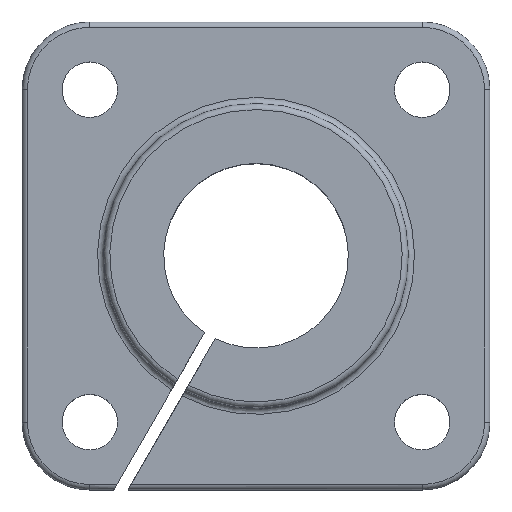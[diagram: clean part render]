
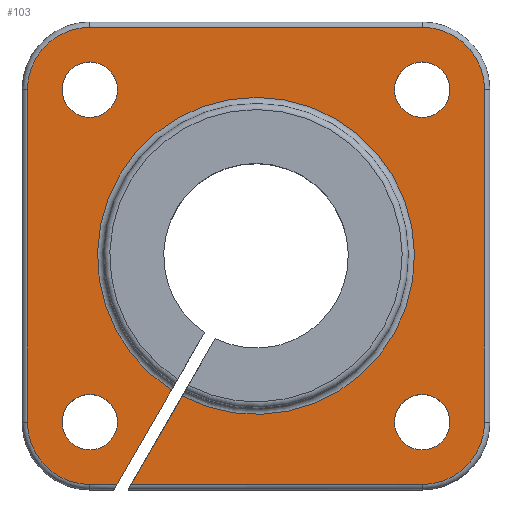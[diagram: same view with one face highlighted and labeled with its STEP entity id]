
A CAD part, top view. The second image highlights one B-rep face of the part: STEP entity #103.
In plain terms, the highlighted planar face has unit normal (0, 0, 1).
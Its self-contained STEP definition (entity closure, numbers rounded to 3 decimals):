
#103 = ADVANCED_FACE( '', ( #226, #227, #228, #229, #230 ), #231, .T. );
#226 = FACE_BOUND( '', #365, .T. );
#227 = FACE_BOUND( '', #366, .T. );
#228 = FACE_OUTER_BOUND( '', #367, .T. );
#229 = FACE_BOUND( '', #368, .T. );
#230 = FACE_BOUND( '', #369, .T. );
#231 = PLANE( '', #370 );
#365 = EDGE_LOOP( '', ( #609 ) );
#366 = EDGE_LOOP( '', ( #610 ) );
#367 = EDGE_LOOP( '', ( #611, #612, #613, #614, #615, #616, #617, #618, #619, #620, #621, #622 ) );
#368 = EDGE_LOOP( '', ( #623 ) );
#369 = EDGE_LOOP( '', ( #624 ) );
#370 = AXIS2_PLACEMENT_3D( '', #625, #626, #627 );
#609 = ORIENTED_EDGE( '', *, *, #825, .F. );
#610 = ORIENTED_EDGE( '', *, *, #826, .F. );
#611 = ORIENTED_EDGE( '', *, *, #827, .F. );
#612 = ORIENTED_EDGE( '', *, *, #763, .T. );
#613 = ORIENTED_EDGE( '', *, *, #807, .T. );
#614 = ORIENTED_EDGE( '', *, *, #822, .T. );
#615 = ORIENTED_EDGE( '', *, *, #828, .F. );
#616 = ORIENTED_EDGE( '', *, *, #829, .T. );
#617 = ORIENTED_EDGE( '', *, *, #799, .F. );
#618 = ORIENTED_EDGE( '', *, *, #830, .T. );
#619 = ORIENTED_EDGE( '', *, *, #831, .F. );
#620 = ORIENTED_EDGE( '', *, *, #791, .T. );
#621 = ORIENTED_EDGE( '', *, *, #793, .F. );
#622 = ORIENTED_EDGE( '', *, *, #832, .T. );
#623 = ORIENTED_EDGE( '', *, *, #833, .F. );
#624 = ORIENTED_EDGE( '', *, *, #809, .F. );
#625 = CARTESIAN_POINT( '', ( 0., 0., 19. ) );
#626 = DIRECTION( '', ( 0., 0., 1. ) );
#627 = DIRECTION( '', ( 1., 0., 0. ) );
#763 = EDGE_CURVE( '', #906, #904, #907, .T. );
#791 = EDGE_CURVE( '', #943, #946, #948, .T. );
#793 = EDGE_CURVE( '', #950, #946, #951, .F. );
#799 = EDGE_CURVE( '', #958, #954, #960, .T. );
#807 = EDGE_CURVE( '', #904, #969, #971, .T. );
#809 = EDGE_CURVE( '', #973, #973, #974, .T. );
#822 = EDGE_CURVE( '', #969, #989, #991, .T. );
#825 = EDGE_CURVE( '', #995, #995, #996, .T. );
#826 = EDGE_CURVE( '', #997, #997, #998, .T. );
#827 = EDGE_CURVE( '', #906, #999, #1000, .T. );
#828 = EDGE_CURVE( '', #1001, #989, #1002, .T. );
#829 = EDGE_CURVE( '', #1001, #954, #1003, .T. );
#830 = EDGE_CURVE( '', #958, #1004, #1005, .T. );
#831 = EDGE_CURVE( '', #943, #1004, #1006, .F. );
#832 = EDGE_CURVE( '', #950, #999, #1007, .T. );
#833 = EDGE_CURVE( '', #1008, #1008, #1009, .T. );
#904 = VERTEX_POINT( '', #1101 );
#906 = VERTEX_POINT( '', #1112 );
#907 = LINE( '', #1113, #1114 );
#943 = VERTEX_POINT( '', #1159 );
#946 = VERTEX_POINT( '', #1162 );
#948 = CIRCLE( '', #1164, 10.141 );
#950 = VERTEX_POINT( '', #1166 );
#951 = LINE( '', #1167, #1168 );
#954 = VERTEX_POINT( '', #1171 );
#958 = VERTEX_POINT( '', #1176 );
#960 = LINE( '', #1178, #1179 );
#969 = VERTEX_POINT( '', #1189 );
#971 = CIRCLE( '', #1198, 25.75 );
#973 = VERTEX_POINT( '', #1200 );
#974 = CIRCLE( '', #1201, 4.5 );
#989 = VERTEX_POINT( '', #1226 );
#991 = LINE( '', #1228, #1229 );
#995 = VERTEX_POINT( '', #1233 );
#996 = CIRCLE( '', #1234, 4.5 );
#997 = VERTEX_POINT( '', #1235 );
#998 = CIRCLE( '', #1236, 4.5 );
#999 = VERTEX_POINT( '', #1237 );
#1000 = LINE( '', #1238, #1239 );
#1001 = VERTEX_POINT( '', #1240 );
#1002 = LINE( '', #1241, #1242 );
#1003 = CIRCLE( '', #1243, 10.141 );
#1004 = VERTEX_POINT( '', #1244 );
#1005 = CIRCLE( '', #1245, 10.141 );
#1006 = LINE( '', #1246, #1247 );
#1007 = CIRCLE( '', #1248, 10.141 );
#1008 = VERTEX_POINT( '', #1249 );
#1009 = CIRCLE( '', #1250, 4.5 );
#1101 = CARTESIAN_POINT( '', ( -13.731, 16.217, 19. ) );
#1112 = CARTESIAN_POINT( '', ( -22.598, 0.859, 19. ) );
#1113 = CARTESIAN_POINT( '', ( -17.321, 10., 19. ) );
#1114 = VECTOR( '', #1317, 1000. );
#1159 = CARTESIAN_POINT( '', ( -27., 75.141, 19. ) );
#1162 = CARTESIAN_POINT( '', ( -37.141, 65., 19. ) );
#1164 = AXIS2_PLACEMENT_3D( '', #1360, #1361, #1362 );
#1166 = CARTESIAN_POINT( '', ( -37.141, 11., 19. ) );
#1167 = CARTESIAN_POINT( '', ( -37.141, 114., 19. ) );
#1168 = VECTOR( '', #1363, 1000. );
#1171 = CARTESIAN_POINT( '', ( 37.141, 11., 19. ) );
#1176 = CARTESIAN_POINT( '', ( 37.141, 65., 19. ) );
#1178 = CARTESIAN_POINT( '', ( 37.141, 114., 19. ) );
#1179 = VECTOR( '', #1374, 1000. );
#1189 = CARTESIAN_POINT( '', ( -11.999, 15.217, 19. ) );
#1198 = AXIS2_PLACEMENT_3D( '', #1382, #1383, #1384 );
#1200 = CARTESIAN_POINT( '', ( -22.5, 65., 19. ) );
#1201 = AXIS2_PLACEMENT_3D( '', #1385, #1386, #1387 );
#1226 = CARTESIAN_POINT( '', ( -20.289, 0.859, 19. ) );
#1228 = CARTESIAN_POINT( '', ( -15.588, 9., 19. ) );
#1229 = VECTOR( '', #1400, 1000. );
#1233 = CARTESIAN_POINT( '', ( 31.5, 65., 19. ) );
#1234 = AXIS2_PLACEMENT_3D( '', #1404, #1405, #1406 );
#1235 = CARTESIAN_POINT( '', ( 31.5, 11., 19. ) );
#1236 = AXIS2_PLACEMENT_3D( '', #1407, #1408, #1409 );
#1237 = CARTESIAN_POINT( '', ( -27., 0.859, 19. ) );
#1238 = CARTESIAN_POINT( '', ( 76., 0.859, 19. ) );
#1239 = VECTOR( '', #1410, 1000. );
#1240 = CARTESIAN_POINT( '', ( 27., 0.859, 19. ) );
#1241 = CARTESIAN_POINT( '', ( 76., 0.859, 19. ) );
#1242 = VECTOR( '', #1411, 1000. );
#1243 = AXIS2_PLACEMENT_3D( '', #1412, #1413, #1414 );
#1244 = CARTESIAN_POINT( '', ( 27., 75.141, 19. ) );
#1245 = AXIS2_PLACEMENT_3D( '', #1415, #1416, #1417 );
#1246 = CARTESIAN_POINT( '', ( 76., 75.141, 19. ) );
#1247 = VECTOR( '', #1418, 1000. );
#1248 = AXIS2_PLACEMENT_3D( '', #1419, #1420, #1421 );
#1249 = CARTESIAN_POINT( '', ( -22.5, 11., 19. ) );
#1250 = AXIS2_PLACEMENT_3D( '', #1422, #1423, #1424 );
#1317 = DIRECTION( '', ( 0.5, 0.866, 0. ) );
#1360 = CARTESIAN_POINT( '', ( -27., 65., 19. ) );
#1361 = DIRECTION( '', ( 0., 0., 1. ) );
#1362 = DIRECTION( '', ( 1., 0., 0. ) );
#1363 = DIRECTION( '', ( 0., -1., 0. ) );
#1374 = DIRECTION( '', ( 0., -1., 0. ) );
#1382 = CARTESIAN_POINT( '', ( 0., 38., 19. ) );
#1383 = DIRECTION( '', ( 0., 0., -1. ) );
#1384 = DIRECTION( '', ( -1., 0., 0. ) );
#1385 = CARTESIAN_POINT( '', ( -27., 65., 19. ) );
#1386 = DIRECTION( '', ( 0., 0., 1. ) );
#1387 = DIRECTION( '', ( 1., 0., 0. ) );
#1400 = DIRECTION( '', ( -0.5, -0.866, 0. ) );
#1404 = CARTESIAN_POINT( '', ( 27., 65., 19. ) );
#1405 = DIRECTION( '', ( 0., 0., 1. ) );
#1406 = DIRECTION( '', ( 1., 0., 0. ) );
#1407 = CARTESIAN_POINT( '', ( 27., 11., 19. ) );
#1408 = DIRECTION( '', ( 0., 0., 1. ) );
#1409 = DIRECTION( '', ( 1., 0., 0. ) );
#1410 = DIRECTION( '', ( -1., 0., 0. ) );
#1411 = DIRECTION( '', ( -1., 0., 0. ) );
#1412 = CARTESIAN_POINT( '', ( 27., 11., 19. ) );
#1413 = DIRECTION( '', ( 0., 0., 1. ) );
#1414 = DIRECTION( '', ( 1., 0., 0. ) );
#1415 = CARTESIAN_POINT( '', ( 27., 65., 19. ) );
#1416 = DIRECTION( '', ( 0., 0., 1. ) );
#1417 = DIRECTION( '', ( 1., 0., 0. ) );
#1418 = DIRECTION( '', ( -1., 0., 0. ) );
#1419 = CARTESIAN_POINT( '', ( -27., 11., 19. ) );
#1420 = DIRECTION( '', ( 0., 0., 1. ) );
#1421 = DIRECTION( '', ( 1., 0., 0. ) );
#1422 = CARTESIAN_POINT( '', ( -27., 11., 19. ) );
#1423 = DIRECTION( '', ( 0., 0., 1. ) );
#1424 = DIRECTION( '', ( 1., 0., 0. ) );
